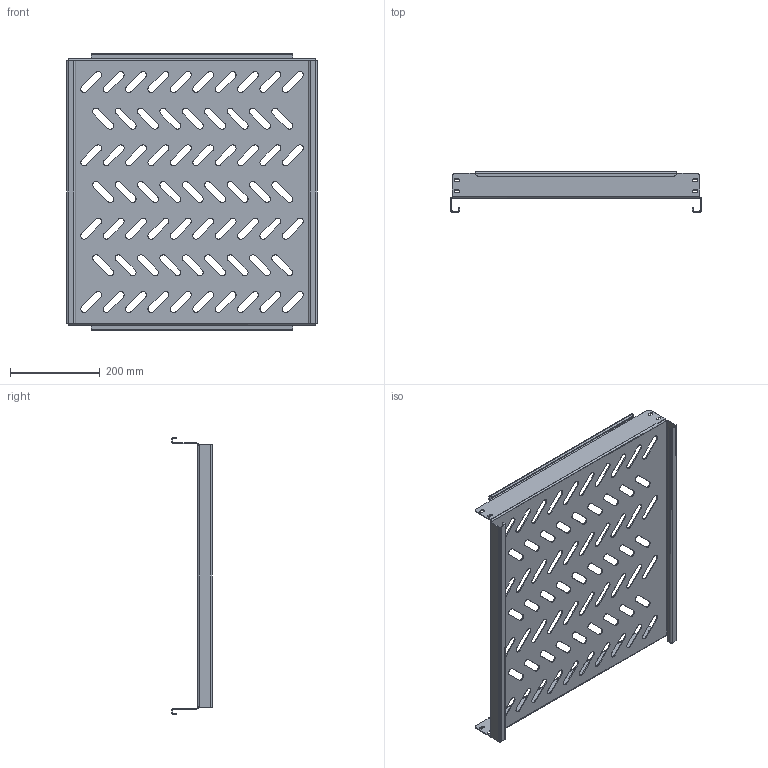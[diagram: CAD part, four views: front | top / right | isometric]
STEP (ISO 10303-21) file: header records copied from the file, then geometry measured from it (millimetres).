
FILE_DESCRIPTION (( 'STEP AP214' ), '1' );
FILE_NAME ('945.376.STEP', '2024-09-25T11:27:25', ( '' ), ( '' ), 'SwSTEP 2.0', 'SolidWorks 2021', '' );
FILE_SCHEMA (( 'AUTOMOTIVE_DESIGN' ));
Length unit declared in the file: millimetre
Products named in the file (1): 945.376
Bounding box: 560 x 90 x 620 mm (x, y, z)
Volume: 828734 mm3; surface area: 853212.4 mm2
Topology: 1 solids, 1 shells, 497 faces, 1397 edges, 902 vertices
Faces by surface type: cylinder 261, plane 228, bspline 8
Entity records: 16819 total; most frequent: CARTESIAN_POINT 3297, DIRECTION 2859, ORIENTED_EDGE 2794, EDGE_CURVE 1397, AXIS2_PLACEMENT_3D 1012, VERTEX_POINT 902, VECTOR 835, LINE 835
